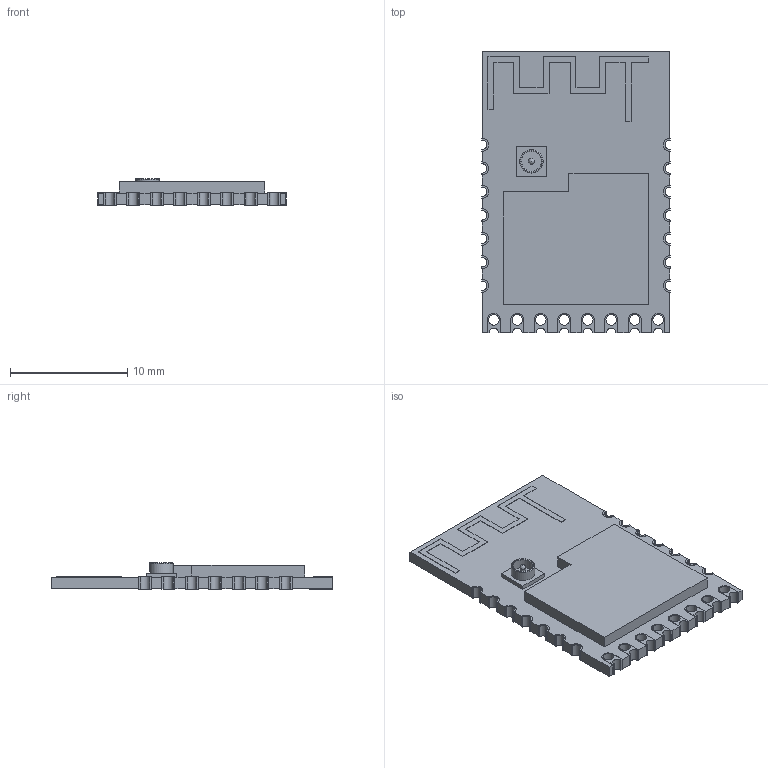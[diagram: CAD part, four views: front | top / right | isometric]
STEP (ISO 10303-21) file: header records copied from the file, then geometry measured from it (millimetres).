
FILE_DESCRIPTION(('FreeCAD Model'),'2;1');
FILE_NAME('EMB1061.step', '2021-04-10T17:19:40',('Author'),(''), 'Open CASCADE STEP processor 7.3','FreeCAD','Unknown');
FILE_SCHEMA(('AUTOMOTIVE_DESIGN { 1 0 10303 214 1 1 1 1 }'));
Length unit declared in the file: millimetre
Products named in the file (1): EMB1061
Bounding box: 16.04 x 24.02 x 2.27 mm (x, y, z)
Volume: 508.6 mm3; surface area: 935.2 mm2
Topology: 1 solids, 1 shells, 325 faces, 923 edges, 605 vertices
Faces by surface type: plane 267, cylinder 55, torus 2, sphere 1
Full cylindrical faces by diameter (mm): 0.5 x1, 0.9 x8, 1.7 x1, 2 x1
Entity records: 24848 total; most frequent: CARTESIAN_POINT 4069, DIRECTION 3446, LINE 2512, VECTOR 2512, ORIENTED_EDGE 1844, PCURVE 1844, DEFINITIONAL_REPRESENTATION 1844, EDGE_CURVE 922
